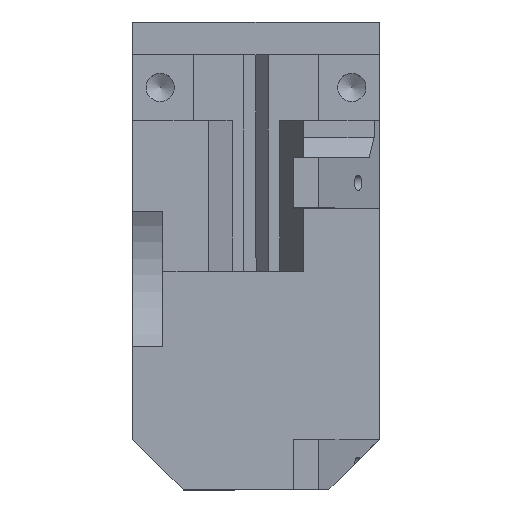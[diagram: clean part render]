
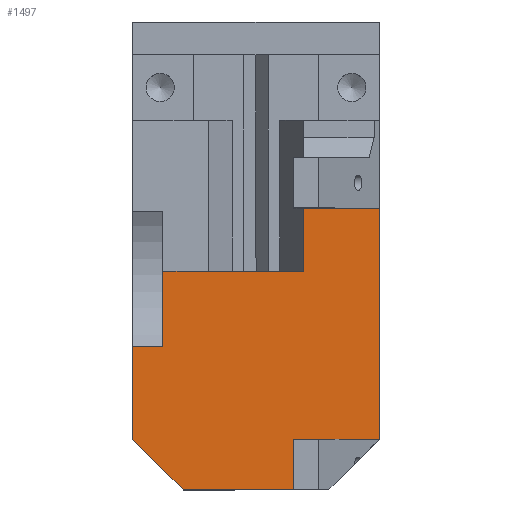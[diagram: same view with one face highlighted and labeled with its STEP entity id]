
A CAD part, top view. The second image highlights one B-rep face of the part: STEP entity #1497.
In plain terms, the highlighted planar face has unit normal (0, 0, 1).
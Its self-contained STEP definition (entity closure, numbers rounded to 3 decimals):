
#106=FACE_OUTER_BOUND('',#182,.T.);
#182=EDGE_LOOP('',(#1199,#1200,#1201,#1202,#1203,#1204,#1205,#1206,#1207,
#1208,#1209));
#294=LINE('',#2209,#480);
#317=LINE('',#2273,#503);
#334=LINE('',#2305,#520);
#339=LINE('',#2318,#525);
#344=LINE('',#2333,#530);
#350=LINE('',#2347,#536);
#351=LINE('',#2348,#537);
#352=LINE('',#2350,#538);
#353=LINE('',#2351,#539);
#354=LINE('',#2353,#540);
#355=LINE('',#2354,#541);
#480=VECTOR('',#1776,10.);
#503=VECTOR('',#1833,10.);
#520=VECTOR('',#1858,10.);
#525=VECTOR('',#1871,10.);
#530=VECTOR('',#1886,10.);
#536=VECTOR('',#1896,10.);
#537=VECTOR('',#1897,10.);
#538=VECTOR('',#1898,10.);
#539=VECTOR('',#1899,10.);
#540=VECTOR('',#1900,10.);
#541=VECTOR('',#1901,10.);
#653=VERTEX_POINT('',#2206);
#654=VERTEX_POINT('',#2208);
#677=VERTEX_POINT('',#2270);
#678=VERTEX_POINT('',#2272);
#688=VERTEX_POINT('',#2302);
#689=VERTEX_POINT('',#2304);
#693=VERTEX_POINT('',#2317);
#698=VERTEX_POINT('',#2332);
#704=VERTEX_POINT('',#2346);
#705=VERTEX_POINT('',#2349);
#706=VERTEX_POINT('',#2352);
#820=EDGE_CURVE('',#653,#654,#294,.T.);
#852=EDGE_CURVE('',#677,#678,#317,.T.);
#869=EDGE_CURVE('',#689,#688,#334,.T.);
#876=EDGE_CURVE('',#678,#693,#339,.T.);
#883=EDGE_CURVE('',#693,#698,#344,.T.);
#890=EDGE_CURVE('',#677,#704,#350,.T.);
#891=EDGE_CURVE('',#704,#654,#351,.T.);
#892=EDGE_CURVE('',#705,#653,#352,.T.);
#893=EDGE_CURVE('',#705,#689,#353,.T.);
#894=EDGE_CURVE('',#688,#706,#354,.T.);
#895=EDGE_CURVE('',#706,#698,#355,.T.);
#1199=ORIENTED_EDGE('',*,*,#876,.F.);
#1200=ORIENTED_EDGE('',*,*,#852,.F.);
#1201=ORIENTED_EDGE('',*,*,#890,.T.);
#1202=ORIENTED_EDGE('',*,*,#891,.T.);
#1203=ORIENTED_EDGE('',*,*,#820,.F.);
#1204=ORIENTED_EDGE('',*,*,#892,.F.);
#1205=ORIENTED_EDGE('',*,*,#893,.T.);
#1206=ORIENTED_EDGE('',*,*,#869,.T.);
#1207=ORIENTED_EDGE('',*,*,#894,.T.);
#1208=ORIENTED_EDGE('',*,*,#895,.T.);
#1209=ORIENTED_EDGE('',*,*,#883,.F.);
#1435=PLANE('',#1606);
#1497=ADVANCED_FACE('',(#106),#1435,.F.);
#1606=AXIS2_PLACEMENT_3D('',#2345,#1894,#1895);
#1776=DIRECTION('',(0.,-1.,0.));
#1833=DIRECTION('',(-1.,0.,0.));
#1858=DIRECTION('',(-1.,0.,0.));
#1871=DIRECTION('',(-0.707,0.707,0.));
#1886=DIRECTION('',(0.,1.,0.));
#1894=DIRECTION('center_axis',(0.,0.,
-1.));
#1895=DIRECTION('ref_axis',(0.,1.,0.));
#1896=DIRECTION('',(0.,1.,0.));
#1897=DIRECTION('',(1.,0.,0.));
#1898=DIRECTION('',(1.,0.,0.));
#1899=DIRECTION('',(0.,-1.,0.));
#1900=DIRECTION('',(0.,-1.,0.));
#1901=DIRECTION('',(-1.,0.,0.));
#2206=CARTESIAN_POINT('',(12.25,28.,11.));
#2208=CARTESIAN_POINT('',(12.25,5.,11.));
#2209=CARTESIAN_POINT('',(12.25,2.5,11.));
#2270=CARTESIAN_POINT('',(3.75,0.,11.));
#2272=CARTESIAN_POINT('',(-7.25,0.,11.));
#2273=CARTESIAN_POINT('',(-12.25,0.,11.));
#2302=CARTESIAN_POINT('',(-9.25,21.75,11.));
#2304=CARTESIAN_POINT('',(4.734,21.75,11.));
#2305=CARTESIAN_POINT('',(-3.758,21.75,11.));
#2317=CARTESIAN_POINT('',(-12.25,5.,11.));
#2318=CARTESIAN_POINT('',(-11.,3.75,11.));
#2332=CARTESIAN_POINT('',(-12.25,14.25,11.));
#2333=CARTESIAN_POINT('',(-12.25,25.,11.));
#2345=CARTESIAN_POINT('Origin',(-12.25,5.,11.));
#2346=CARTESIAN_POINT('',(3.75,5.,11.));
#2347=CARTESIAN_POINT('',(3.75,0.,11.));
#2348=CARTESIAN_POINT('',(-12.25,5.,11.));
#2349=CARTESIAN_POINT('',(4.734,28.,11.));
#2350=CARTESIAN_POINT('',(-12.25,28.,11.));
#2351=CARTESIAN_POINT('',(4.734,20.875,11.));
#2352=CARTESIAN_POINT('',(-9.25,14.25,11.));
#2353=CARTESIAN_POINT('',(-9.25,13.625,11.));
#2354=CARTESIAN_POINT('',(-12.25,14.25,11.));
